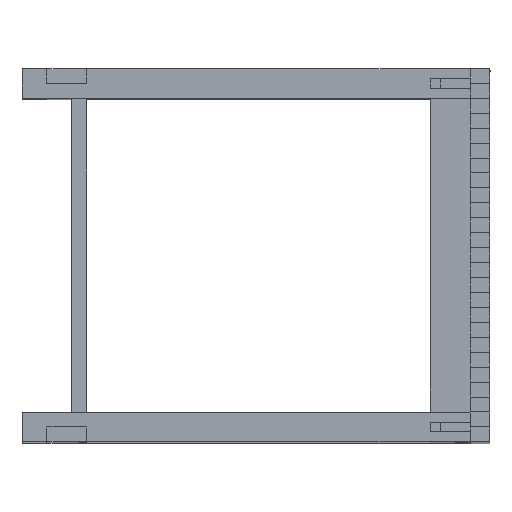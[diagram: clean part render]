
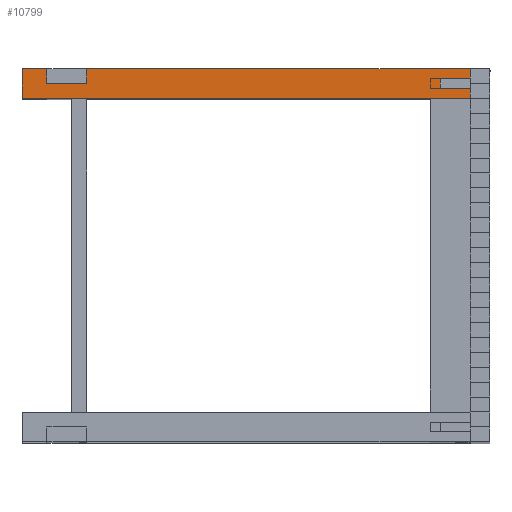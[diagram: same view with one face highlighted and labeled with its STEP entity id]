
A CAD part, top view. The second image highlights one B-rep face of the part: STEP entity #10799.
In plain terms, the highlighted planar face has unit normal (0, 0, 1).
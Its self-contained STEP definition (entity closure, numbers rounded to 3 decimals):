
#1098=FACE_OUTER_BOUND('',#1615,.T.);
#1615=EDGE_LOOP('',(#7236,#7237,#7238,#7239,#7240,#7241,#7242,#7243,#7244,
#7245,#7246,#7247));
#2437=LINE('',#16065,#3530);
#2441=LINE('',#16074,#3534);
#2444=LINE('',#16078,#3537);
#2447=LINE('',#16084,#3540);
#2448=LINE('',#16087,#3541);
#2455=LINE('',#16101,#3548);
#2456=LINE('',#16103,#3549);
#2457=LINE('',#16105,#3550);
#2458=LINE('',#16107,#3551);
#2459=LINE('',#16109,#3552);
#2460=LINE('',#16111,#3553);
#2461=LINE('',#16112,#3554);
#3530=VECTOR('',#12974,10.);
#3534=VECTOR('',#12980,10.);
#3537=VECTOR('',#12985,10.);
#3540=VECTOR('',#12990,10.);
#3541=VECTOR('',#12993,10.);
#3548=VECTOR('',#13002,10.);
#3549=VECTOR('',#13003,10.);
#3550=VECTOR('',#13004,10.);
#3551=VECTOR('',#13005,10.);
#3552=VECTOR('',#13006,10.);
#3553=VECTOR('',#13007,10.);
#3554=VECTOR('',#13008,10.);
#4603=VERTEX_POINT('',#16062);
#4604=VERTEX_POINT('',#16064);
#4607=VERTEX_POINT('',#16071);
#4608=VERTEX_POINT('',#16073);
#4610=VERTEX_POINT('',#16082);
#4611=VERTEX_POINT('',#16086);
#4617=VERTEX_POINT('',#16100);
#4618=VERTEX_POINT('',#16102);
#4619=VERTEX_POINT('',#16104);
#4620=VERTEX_POINT('',#16106);
#4621=VERTEX_POINT('',#16108);
#4622=VERTEX_POINT('',#16110);
#5662=EDGE_CURVE('',#4604,#4603,#2437,.T.);
#5666=EDGE_CURVE('',#4608,#4607,#2441,.T.);
#5669=EDGE_CURVE('',#4603,#4608,#2444,.T.);
#5672=EDGE_CURVE('',#4607,#4610,#2447,.T.);
#5673=EDGE_CURVE('',#4611,#4604,#2448,.T.);
#5680=EDGE_CURVE('',#4610,#4617,#2455,.T.);
#5681=EDGE_CURVE('',#4617,#4618,#2456,.T.);
#5682=EDGE_CURVE('',#4618,#4619,#2457,.T.);
#5683=EDGE_CURVE('',#4619,#4620,#2458,.T.);
#5684=EDGE_CURVE('',#4620,#4621,#2459,.T.);
#5685=EDGE_CURVE('',#4621,#4622,#2460,.T.);
#5686=EDGE_CURVE('',#4622,#4611,#2461,.T.);
#7236=ORIENTED_EDGE('',*,*,#5662,.T.);
#7237=ORIENTED_EDGE('',*,*,#5669,.T.);
#7238=ORIENTED_EDGE('',*,*,#5666,.T.);
#7239=ORIENTED_EDGE('',*,*,#5672,.T.);
#7240=ORIENTED_EDGE('',*,*,#5680,.T.);
#7241=ORIENTED_EDGE('',*,*,#5681,.T.);
#7242=ORIENTED_EDGE('',*,*,#5682,.T.);
#7243=ORIENTED_EDGE('',*,*,#5683,.T.);
#7244=ORIENTED_EDGE('',*,*,#5684,.T.);
#7245=ORIENTED_EDGE('',*,*,#5685,.T.);
#7246=ORIENTED_EDGE('',*,*,#5686,.T.);
#7247=ORIENTED_EDGE('',*,*,#5673,.T.);
#10103=PLANE('',#11900);
#10799=ADVANCED_FACE('',(#1098),#10103,.T.);
#11900=AXIS2_PLACEMENT_3D('',#16099,#13000,#13001);
#12974=DIRECTION('',(0.,-1.,0.));
#12980=DIRECTION('',(0.,1.,0.));
#12985=DIRECTION('',(-1.,0.,0.));
#12990=DIRECTION('',(-1.,0.,0.));
#12993=DIRECTION('',(-1.,0.,0.));
#13000=DIRECTION('center_axis',(0.,0.,1.));
#13001=DIRECTION('ref_axis',(1.,0.,0.));
#13002=DIRECTION('',(0.,-1.,0.));
#13003=DIRECTION('',(1.,0.,0.));
#13004=DIRECTION('',(0.,1.,0.));
#13005=DIRECTION('',(-1.,0.,0.));
#13006=DIRECTION('',(0.,1.,0.));
#13007=DIRECTION('',(1.,0.,0.));
#13008=DIRECTION('',(0.,1.,0.));
#16062=CARTESIAN_POINT('',(130.,30.,80.));
#16064=CARTESIAN_POINT('',(130.,60.,80.));
#16065=CARTESIAN_POINT('',(130.,45.,80.));
#16071=CARTESIAN_POINT('',(50.,60.,80.));
#16073=CARTESIAN_POINT('',(50.,30.,80.));
#16074=CARTESIAN_POINT('',(50.,30.,80.));
#16078=CARTESIAN_POINT('',(290.,30.,80.));
#16082=CARTESIAN_POINT('',(0.,60.,80.));
#16084=CARTESIAN_POINT('',(900.,60.,80.));
#16086=CARTESIAN_POINT('',(900.,60.,80.));
#16087=CARTESIAN_POINT('',(900.,60.,80.));
#16099=CARTESIAN_POINT('Origin',(450.,30.,80.));
#16100=CARTESIAN_POINT('',(0.,0.,80.));
#16101=CARTESIAN_POINT('',(0.,60.,80.));
#16102=CARTESIAN_POINT('',(900.,0.,80.));
#16103=CARTESIAN_POINT('',(0.,0.,80.));
#16104=CARTESIAN_POINT('',(900.,20.,80.));
#16105=CARTESIAN_POINT('',(900.,0.,80.));
#16106=CARTESIAN_POINT('',(840.,20.,80.));
#16107=CARTESIAN_POINT('',(675.,20.,80.));
#16108=CARTESIAN_POINT('',(840.,40.,80.));
#16109=CARTESIAN_POINT('',(840.,25.,80.));
#16110=CARTESIAN_POINT('',(900.,40.,80.));
#16111=CARTESIAN_POINT('',(645.,40.,80.));
#16112=CARTESIAN_POINT('',(900.,0.,80.));
